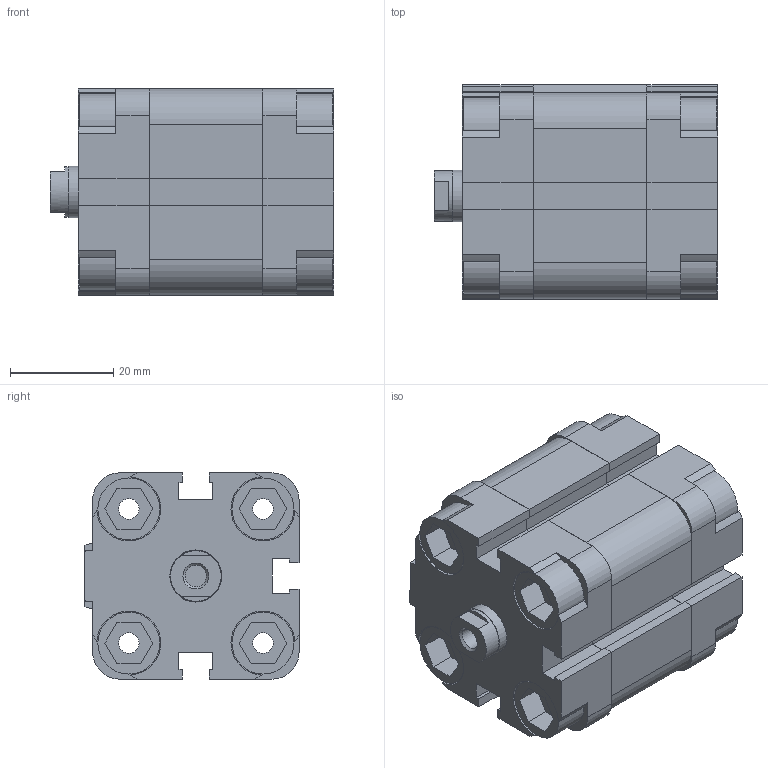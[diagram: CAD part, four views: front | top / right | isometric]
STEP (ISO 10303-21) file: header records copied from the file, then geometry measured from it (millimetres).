
FILE_DESCRIPTION( ( 'STEP AP214' ), '1' );
FILE_NAME( '1581.25.10.01.3 (0).stp', '2022-05-25T13:28:59', ( 'License CC BY-ND 4.0' ), ( 'CADENAS' ), ' ', 'PARTsolutions', ' ' );
FILE_SCHEMA( ( 'AUTOMOTIVE_DESIGN { 1 0 10303 214 1 1 1 1 }' ) );
Length unit declared in the file: millimetre
Products named in the file (7): 1581.25.10.01.3 (0); _1581.25.10.01.3 (0) 10 0  _dummy; _25-testata_ant 3 8; _25-camicia831001; _25-testata_post 3 8; _25-stelo 10 0 01 3 01 0 10; _25-vite
Assembly tree (13 placements, depth 2):
  1581.25.10.01.3 (0)
    _1581.25.10.01.3 (0) 10 0  _dummy
    _25-testata_ant 3 8
    _25-camicia831001
    _25-testata_post 3 8
    _25-stelo 10 0 01 3 01 0 10
    _25-vite  x8
Bounding box: 55 x 41.5 x 40 mm (x, y, z)
Volume: 62554.1 mm3; surface area: 35021.4 mm2
Topology: 12 solids, 12 shells, 324 faces, 795 edges, 533 vertices
Faces by surface type: plane 217, cylinder 104, cone 3
Full cylindrical faces by diameter (mm): 4 x8, 4.134 x3, 8.1 x8, 8.2 x4, 8.5 x16, 8.8 x8, 9.8 x1, 10 x1, 10.1 x1, 12 x8, 25 x2
Entity records: 8178 total; most frequent: CARTESIAN_POINT 1114, DIRECTION 1108, ORIENTED_EDGE 1052, EDGE_CURVE 526, LINE 382, VECTOR 382, VERTEX_POINT 368, AXIS2_PLACEMENT_3D 363
